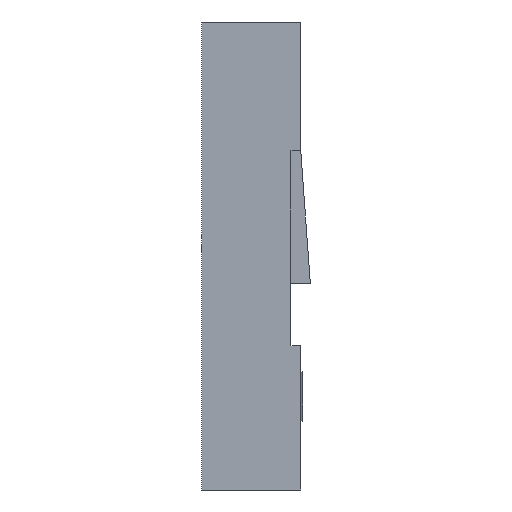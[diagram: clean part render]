
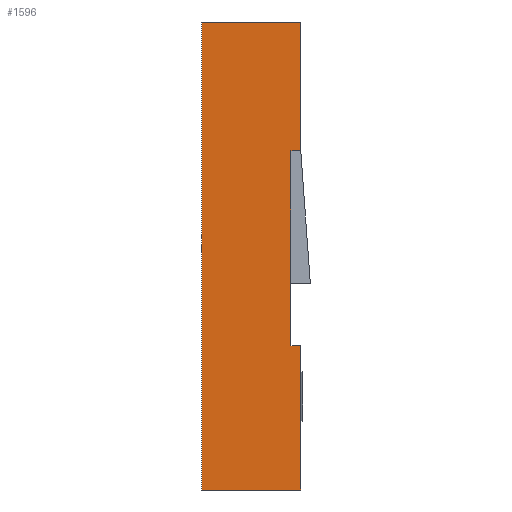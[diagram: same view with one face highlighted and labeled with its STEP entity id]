
A CAD part, left-side view. The second image highlights one B-rep face of the part: STEP entity #1596.
In plain terms, the highlighted planar face has unit normal (-1, 0, 0).
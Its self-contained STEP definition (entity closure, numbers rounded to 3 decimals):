
#112 = ORIENTED_EDGE ( 'NONE', *, *, #5800, .T. ) ;
#699 = CARTESIAN_POINT ( 'NONE',  ( -39.37, 1.27, 0. ) ) ;
#1289 = CARTESIAN_POINT ( 'NONE',  ( -39.37, -1.27, 3.7 ) ) ;
#1345 = DIRECTION ( 'NONE',  ( 0., 0., -1. ) ) ;
#1596 = ADVANCED_FACE ( 'NONE', ( #37241 ), #15460, .F. ) ;
#1953 = CARTESIAN_POINT ( 'NONE',  ( -39.37, 1.27, 12. ) ) ;
#1990 = EDGE_CURVE ( 'NONE', #20314, #52611, #13484, .T. ) ;
#2579 = VERTEX_POINT ( 'NONE', #38704 ) ;
#2723 = VECTOR ( 'NONE', #7313, 1000. ) ;
#2863 = VERTEX_POINT ( 'NONE', #699 ) ;
#3197 = ORIENTED_EDGE ( 'NONE', *, *, #30142, .F. ) ;
#3282 = VECTOR ( 'NONE', #39824, 1000. ) ;
#4020 = LINE ( 'NONE', #31616, #2723 ) ;
#5800 = EDGE_CURVE ( 'NONE', #15747, #45223, #49554, .T. ) ;
#5880 = DIRECTION ( 'NONE',  ( 0., 0., 1. ) ) ;
#5921 = ORIENTED_EDGE ( 'NONE', *, *, #41652, .F. ) ;
#6406 = ORIENTED_EDGE ( 'NONE', *, *, #52709, .F. ) ;
#6536 = CARTESIAN_POINT ( 'NONE',  ( -39.37, -1.02, 3.7 ) ) ;
#6894 = LINE ( 'NONE', #10494, #48931 ) ;
#7313 = DIRECTION ( 'NONE',  ( 0., -1., 0. ) ) ;
#7974 = LINE ( 'NONE', #50661, #12398 ) ;
#8046 = EDGE_CURVE ( 'NONE', #44838, #15747, #24010, .T. ) ;
#10494 = CARTESIAN_POINT ( 'NONE',  ( -39.37, -1.27, 12. ) ) ;
#11604 = AXIS2_PLACEMENT_3D ( 'NONE', #15644, #48213, #31202 ) ;
#11630 = ORIENTED_EDGE ( 'NONE', *, *, #8046, .T. ) ;
#12398 = VECTOR ( 'NONE', #1345, 1000. ) ;
#12613 = VECTOR ( 'NONE', #31866, 1000. ) ;
#13484 = LINE ( 'NONE', #15084, #3282 ) ;
#13716 = EDGE_LOOP ( 'NONE', ( #11630, #112, #6406, #5921, #41425, #50318, #22117, #3197 ) ) ;
#15084 = CARTESIAN_POINT ( 'NONE',  ( -39.37, -1.27, 12. ) ) ;
#15460 = PLANE ( 'NONE',  #11604 ) ;
#15644 = CARTESIAN_POINT ( 'NONE',  ( -39.37, 0., 12. ) ) ;
#15747 = VERTEX_POINT ( 'NONE', #28680 ) ;
#17678 = CARTESIAN_POINT ( 'NONE',  ( -39.37, -1.27, 8.7 ) ) ;
#18397 = VECTOR ( 'NONE', #34111, 1000. ) ;
#20314 = VERTEX_POINT ( 'NONE', #1289 ) ;
#20547 = VECTOR ( 'NONE', #23936, 1000. ) ;
#22117 = ORIENTED_EDGE ( 'NONE', *, *, #1990, .F. ) ;
#23936 = DIRECTION ( 'NONE',  ( 0., -1., 0. ) ) ;
#24010 = LINE ( 'NONE', #30345, #46351 ) ;
#25916 = CARTESIAN_POINT ( 'NONE',  ( -39.37, 0., 0. ) ) ;
#27772 = CARTESIAN_POINT ( 'NONE',  ( -39.37, 4.588, 8.7 ) ) ;
#28680 = CARTESIAN_POINT ( 'NONE',  ( -39.37, -1.02, 8.7 ) ) ;
#29640 = CARTESIAN_POINT ( 'NONE',  ( -39.37, -1.27, 0. ) ) ;
#30142 = EDGE_CURVE ( 'NONE', #44838, #20314, #4020, .T. ) ;
#30345 = CARTESIAN_POINT ( 'NONE',  ( -39.37, -1.02, 8.7 ) ) ;
#31202 = DIRECTION ( 'NONE',  ( 0., 1., 0. ) ) ;
#31616 = CARTESIAN_POINT ( 'NONE',  ( -39.37, 4.588, 3.7 ) ) ;
#31866 = DIRECTION ( 'NONE',  ( 0., -1., 0. ) ) ;
#33931 = LINE ( 'NONE', #39478, #20547 ) ;
#34111 = DIRECTION ( 'NONE',  ( 0., -1., 0. ) ) ;
#34652 = DIRECTION ( 'NONE',  ( 0., 0., -1. ) ) ;
#35277 = VERTEX_POINT ( 'NONE', #1953 ) ;
#36938 = LINE ( 'NONE', #25916, #18397 ) ;
#37241 = FACE_OUTER_BOUND ( 'NONE', #13716, .T. ) ;
#38068 = EDGE_CURVE ( 'NONE', #35277, #2863, #7974, .T. ) ;
#38704 = CARTESIAN_POINT ( 'NONE',  ( -39.37, -1.27, 12. ) ) ;
#39478 = CARTESIAN_POINT ( 'NONE',  ( -39.37, 0., 12. ) ) ;
#39824 = DIRECTION ( 'NONE',  ( 0., 0., -1. ) ) ;
#41425 = ORIENTED_EDGE ( 'NONE', *, *, #38068, .T. ) ;
#41652 = EDGE_CURVE ( 'NONE', #35277, #2579, #33931, .T. ) ;
#44838 = VERTEX_POINT ( 'NONE', #6536 ) ;
#45223 = VERTEX_POINT ( 'NONE', #17678 ) ;
#45838 = EDGE_CURVE ( 'NONE', #2863, #52611, #36938, .T. ) ;
#46351 = VECTOR ( 'NONE', #5880, 1000. ) ;
#48213 = DIRECTION ( 'NONE',  ( 1., 0., 0. ) ) ;
#48931 = VECTOR ( 'NONE', #34652, 1000. ) ;
#49554 = LINE ( 'NONE', #27772, #12613 ) ;
#50318 = ORIENTED_EDGE ( 'NONE', *, *, #45838, .T. ) ;
#50661 = CARTESIAN_POINT ( 'NONE',  ( -39.37, 1.27, 12. ) ) ;
#52611 = VERTEX_POINT ( 'NONE', #29640 ) ;
#52709 = EDGE_CURVE ( 'NONE', #2579, #45223, #6894, .T. ) ;
